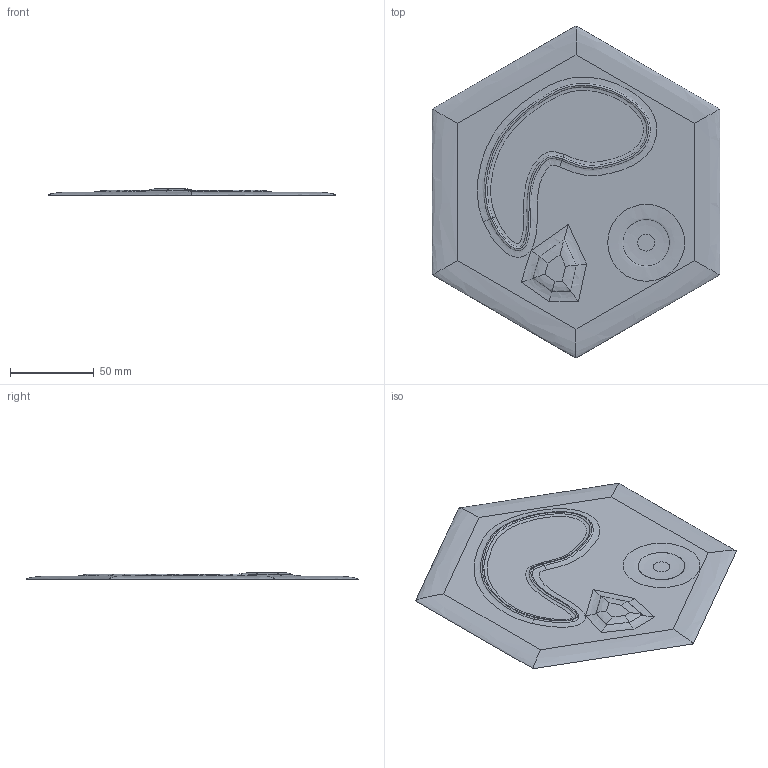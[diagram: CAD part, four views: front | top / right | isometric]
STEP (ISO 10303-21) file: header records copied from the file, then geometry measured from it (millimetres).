
FILE_DESCRIPTION(('STEP AP214'), '1');
FILE_NAME('øåñòèóãîëüíèê5', '', ('UNSPECIFIED'), ('UNSPECIFIED'), 'C3D Converter', 'C3D Toolkit', '');
FILE_SCHEMA(('AUTOMOTIVE_DESIGN { 1 0 10303 214 3 1 1}'));
Length unit declared in the file: millimetre
Bounding box: 172 x 198.61 x 4 mm (x, y, z)
Volume: 48668.6 mm3; surface area: 51820.8 mm2
Topology: 1 solids, 1 shells, 45 faces, 89 edges, 55 vertices
Faces by surface type: bspline 28, plane 11, cylinder 6
Full cylindrical faces by diameter (mm): 5 x6
Entity records: 8512 total; most frequent: CARTESIAN_POINT 7373, ORIENTED_EDGE 162, DIRECTION 88, EDGE_CURVE 81, EDGE_LOOP 62, VERTEX_POINT 55, COLOUR_RGB 46, FILL_AREA_STYLE_COLOUR 46
